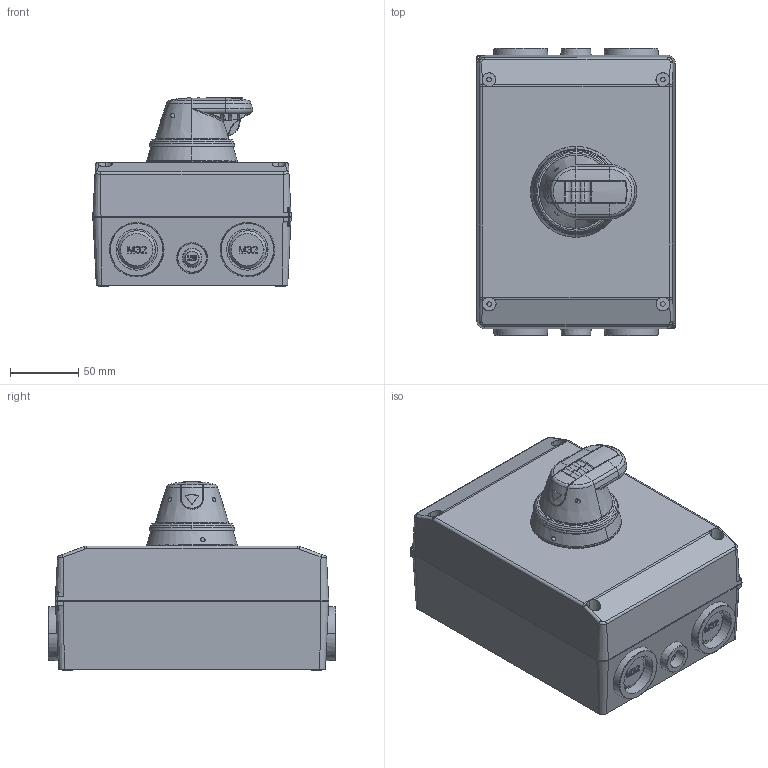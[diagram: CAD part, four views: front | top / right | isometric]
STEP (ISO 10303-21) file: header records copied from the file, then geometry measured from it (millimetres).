
FILE_DESCRIPTION((''),'2;1');
FILE_NAME('OTP25A6M_IGS','2018-08-13T',('FIATRAU'),(''),'CREO PARAMETRIC BY PTC INC, 2017480','CREO PARAMETRIC BY PTC INC, 2017480','');
FILE_SCHEMA(('AUTOMOTIVE_DESIGN { 1 0 10303 214 1 1 1 1 }'));
Products named in the file (1): OTP25A6M_IGS
Bounding box: 145.31 x 210.28 x 138.3 mm (x, y, z)
Volume: 2641185.7 mm3; surface area: 143214.4 mm2
Topology: 1 solids, 48 shells, 4453 faces, 12625 edges, 8364 vertices
Faces by surface type: plane 3901, cylinder 283, cone 127, bspline 70, torus 62, sphere 5, extrusion 5
Entity records: 155121 total; most frequent: CARTESIAN_POINT 39961, ORIENTED_EDGE 25224, DIRECTION 21616, EDGE_CURVE 12612, VECTOR 10360, LINE 10355, VERTEX_POINT 8364, AXIS2_PLACEMENT_3D 5628
